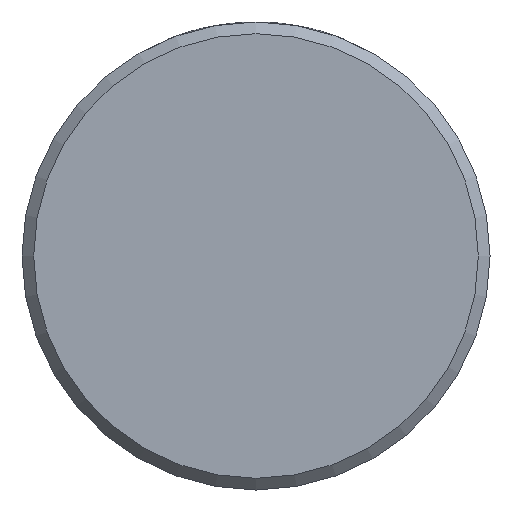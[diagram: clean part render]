
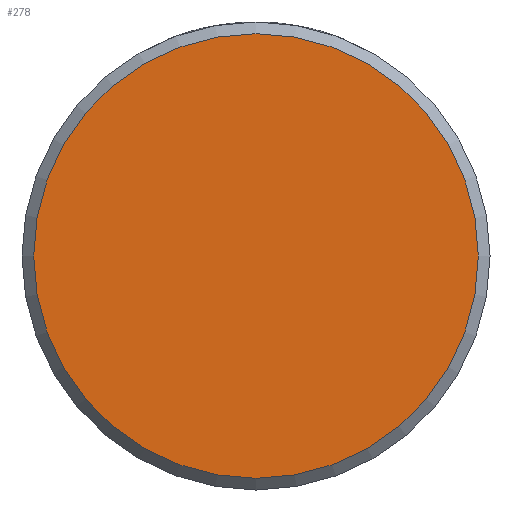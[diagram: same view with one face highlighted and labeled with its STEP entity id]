
A CAD part, front view. The second image highlights one B-rep face of the part: STEP entity #278.
In plain terms, the highlighted planar face has unit normal (0, -1, 0).
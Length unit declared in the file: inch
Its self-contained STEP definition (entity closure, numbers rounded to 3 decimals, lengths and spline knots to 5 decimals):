
#8 = CARTESIAN_POINT ( 'NONE',  ( 0., 0., 0. ) ) ;
#14 = EDGE_LOOP ( 'NONE', ( #83 ) ) ;
#83 = ORIENTED_EDGE ( 'NONE', *, *, #308, .F. ) ;
#95 = AXIS2_PLACEMENT_3D ( 'NONE', #315, #189, #342 ) ;
#160 = VERTEX_POINT ( 'NONE', #165 ) ;
#165 = CARTESIAN_POINT ( 'NONE',  ( 0., 0., 0.0748 ) ) ;
#187 = PLANE ( 'NONE',  #269 ) ;
#189 = DIRECTION ( 'NONE',  ( 0., 1., 0. ) ) ;
#262 = FACE_OUTER_BOUND ( 'NONE', #14, .T. ) ;
#269 = AXIS2_PLACEMENT_3D ( 'NONE', #8, #313, #376 ) ;
#278 = ADVANCED_FACE ( 'NONE', ( #262 ), #187, .F. ) ;
#308 = EDGE_CURVE ( 'NONE', #160, #160, #395, .T. ) ;
#313 = DIRECTION ( 'NONE',  ( 0., 1., 0. ) ) ;
#315 = CARTESIAN_POINT ( 'NONE',  ( 0., 0., 0. ) ) ;
#342 = DIRECTION ( 'NONE',  ( 0., 0., 1. ) ) ;
#376 = DIRECTION ( 'NONE',  ( 0., 0., 1. ) ) ;
#395 = CIRCLE ( 'NONE', #95, 0.0748 ) ;
